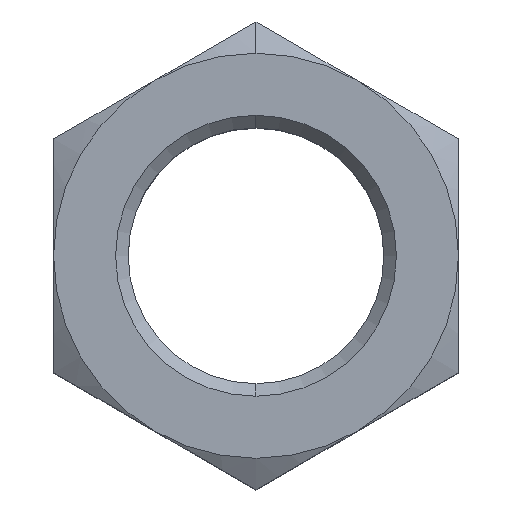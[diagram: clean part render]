
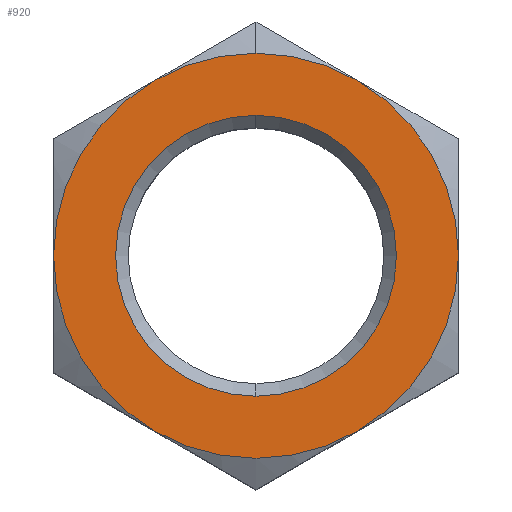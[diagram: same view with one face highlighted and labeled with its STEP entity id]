
A CAD part, top view. The second image highlights one B-rep face of the part: STEP entity #920.
In plain terms, the highlighted planar face has unit normal (0, 0, 1).
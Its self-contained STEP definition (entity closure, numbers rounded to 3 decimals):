
#1 = CARTESIAN_POINT ( 'NONE',  ( 0., -9.5, 0. ) ) ;
#6 = CARTESIAN_POINT ( 'NONE',  ( 0., 0., 0. ) ) ;
#11 = ORIENTED_EDGE ( 'NONE', *, *, #577, .T. ) ;
#23 = DIRECTION ( 'NONE',  ( 1., 0., 0. ) ) ;
#31 = AXIS2_PLACEMENT_3D ( 'NONE', #401, #547, #697 ) ;
#32 = EDGE_CURVE ( 'NONE', #882, #482, #863, .T. ) ;
#41 = CARTESIAN_POINT ( 'NONE',  ( 0., 0., 0. ) ) ;
#52 = ORIENTED_EDGE ( 'NONE', *, *, #931, .F. ) ;
#59 = EDGE_CURVE ( 'NONE', #560, #508, #217, .T. ) ;
#62 = CARTESIAN_POINT ( 'NONE',  ( -6.85, 11.865, 0. ) ) ;
#63 = CIRCLE ( 'NONE', #212, 13.7 ) ;
#83 = ORIENTED_EDGE ( 'NONE', *, *, #942, .F. ) ;
#91 = CARTESIAN_POINT ( 'NONE',  ( 0., 13.7, 0. ) ) ;
#97 = CARTESIAN_POINT ( 'NONE',  ( 0., 0., 0. ) ) ;
#117 = DIRECTION ( 'NONE',  ( 1., 0., 0. ) ) ;
#123 = CARTESIAN_POINT ( 'NONE',  ( 0., 0., 0. ) ) ;
#140 = DIRECTION ( 'NONE',  ( 0., 0., -1. ) ) ;
#186 = ORIENTED_EDGE ( 'NONE', *, *, #659, .F. ) ;
#203 = ORIENTED_EDGE ( 'NONE', *, *, #403, .F. ) ;
#212 = AXIS2_PLACEMENT_3D ( 'NONE', #232, #907, #389 ) ;
#217 = CIRCLE ( 'NONE', #31, 13.7 ) ;
#232 = CARTESIAN_POINT ( 'NONE',  ( 0., 0., 0. ) ) ;
#284 = FACE_BOUND ( 'NONE', #645, .T. ) ;
#288 = AXIS2_PLACEMENT_3D ( 'NONE', #583, #140, #364 ) ;
#314 = DIRECTION ( 'NONE',  ( 1., 0., 0. ) ) ;
#320 = DIRECTION ( 'NONE',  ( 1., 0., 0. ) ) ;
#323 = DIRECTION ( 'NONE',  ( 1., 0., 0. ) ) ;
#341 = CIRCLE ( 'NONE', #727, 13.7 ) ;
#364 = DIRECTION ( 'NONE',  ( 0., 1., 0. ) ) ;
#376 = DIRECTION ( 'NONE',  ( 0., 0., -1. ) ) ;
#377 = VERTEX_POINT ( 'NONE', #1 ) ;
#389 = DIRECTION ( 'NONE',  ( 1., 0., 0. ) ) ;
#401 = CARTESIAN_POINT ( 'NONE',  ( 0., 0., 0. ) ) ;
#403 = EDGE_CURVE ( 'NONE', #556, #882, #870, .T. ) ;
#425 = CIRCLE ( 'NONE', #522, 13.7 ) ;
#438 = FACE_OUTER_BOUND ( 'NONE', #933, .T. ) ;
#450 = CARTESIAN_POINT ( 'NONE',  ( 0., 0., 0. ) ) ;
#463 = CARTESIAN_POINT ( 'NONE',  ( 0., 0., 0. ) ) ;
#464 = ORIENTED_EDGE ( 'NONE', *, *, #59, .F. ) ;
#476 = CARTESIAN_POINT ( 'NONE',  ( -13.7, 0., 0. ) ) ;
#482 = VERTEX_POINT ( 'NONE', #855 ) ;
#497 = CARTESIAN_POINT ( 'NONE',  ( 6.85, 11.865, 0. ) ) ;
#508 = VERTEX_POINT ( 'NONE', #476 ) ;
#513 = ORIENTED_EDGE ( 'NONE', *, *, #807, .T. ) ;
#520 = EDGE_CURVE ( 'NONE', #482, #560, #425, .T. ) ;
#522 = AXIS2_PLACEMENT_3D ( 'NONE', #123, #574, #117 ) ;
#537 = DIRECTION ( 'NONE',  ( 0., 0., -1. ) ) ;
#545 = AXIS2_PLACEMENT_3D ( 'NONE', #463, #702, #323 ) ;
#547 = DIRECTION ( 'NONE',  ( 0., 0., -1. ) ) ;
#556 = VERTEX_POINT ( 'NONE', #497 ) ;
#560 = VERTEX_POINT ( 'NONE', #658 ) ;
#574 = DIRECTION ( 'NONE',  ( 0., 0., -1. ) ) ;
#576 = CARTESIAN_POINT ( 'NONE',  ( 0., 9.5, 0. ) ) ;
#577 = EDGE_CURVE ( 'NONE', #606, #377, #780, .T. ) ;
#583 = CARTESIAN_POINT ( 'NONE',  ( 0., 0., 0. ) ) ;
#585 = VERTEX_POINT ( 'NONE', #62 ) ;
#606 = VERTEX_POINT ( 'NONE', #576 ) ;
#615 = DIRECTION ( 'NONE',  ( 0., 0., -1. ) ) ;
#645 = EDGE_LOOP ( 'NONE', ( #513, #11 ) ) ;
#658 = CARTESIAN_POINT ( 'NONE',  ( -6.85, -11.865, 0. ) ) ;
#659 = EDGE_CURVE ( 'NONE', #681, #556, #63, .T. ) ;
#669 = CIRCLE ( 'NONE', #871, 13.7 ) ;
#681 = VERTEX_POINT ( 'NONE', #91 ) ;
#697 = DIRECTION ( 'NONE',  ( 1., 0., 0. ) ) ;
#702 = DIRECTION ( 'NONE',  ( 0., 0., -1. ) ) ;
#709 = CIRCLE ( 'NONE', #909, 9.5 ) ;
#722 = ORIENTED_EDGE ( 'NONE', *, *, #520, .F. ) ;
#727 = AXIS2_PLACEMENT_3D ( 'NONE', #6, #537, #314 ) ;
#733 = ORIENTED_EDGE ( 'NONE', *, *, #32, .F. ) ;
#736 = CARTESIAN_POINT ( 'NONE',  ( -27.4, 0., 0. ) ) ;
#750 = DIRECTION ( 'NONE',  ( 0., 0., 1. ) ) ;
#765 = AXIS2_PLACEMENT_3D ( 'NONE', #450, #376, #802 ) ;
#780 = CIRCLE ( 'NONE', #288, 9.5 ) ;
#802 = DIRECTION ( 'NONE',  ( 0., 1., 0. ) ) ;
#807 = EDGE_CURVE ( 'NONE', #377, #606, #709, .T. ) ;
#823 = CARTESIAN_POINT ( 'NONE',  ( 13.7, 0., 0. ) ) ;
#855 = CARTESIAN_POINT ( 'NONE',  ( 6.85, -11.865, 0. ) ) ;
#863 = CIRCLE ( 'NONE', #545, 13.7 ) ;
#870 = CIRCLE ( 'NONE', #765, 13.7 ) ;
#871 = AXIS2_PLACEMENT_3D ( 'NONE', #97, #615, #23 ) ;
#882 = VERTEX_POINT ( 'NONE', #823 ) ;
#907 = DIRECTION ( 'NONE',  ( 0., 0., -1. ) ) ;
#909 = AXIS2_PLACEMENT_3D ( 'NONE', #41, #924, #918 ) ;
#918 = DIRECTION ( 'NONE',  ( 0., 1., 0. ) ) ;
#920 = ADVANCED_FACE ( 'NONE', ( #284, #438 ), #949, .T. ) ;
#924 = DIRECTION ( 'NONE',  ( 0., 0., -1. ) ) ;
#931 = EDGE_CURVE ( 'NONE', #508, #585, #669, .T. ) ;
#933 = EDGE_LOOP ( 'NONE', ( #733, #203, #186, #83, #52, #464, #722 ) ) ;
#937 = AXIS2_PLACEMENT_3D ( 'NONE', #736, #750, #320 ) ;
#942 = EDGE_CURVE ( 'NONE', #585, #681, #341, .T. ) ;
#949 = PLANE ( 'NONE',  #937 ) ;
